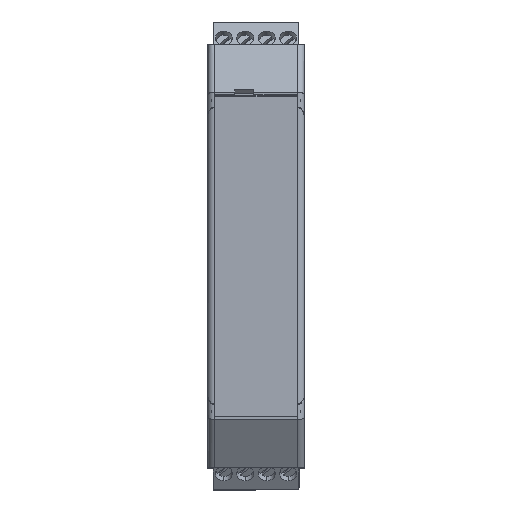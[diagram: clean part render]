
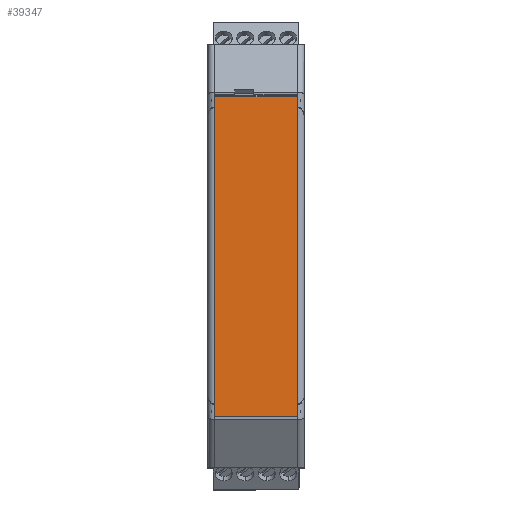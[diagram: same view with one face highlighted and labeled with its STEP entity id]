
A CAD part, top view. The second image highlights one B-rep face of the part: STEP entity #39347.
In plain terms, the highlighted planar face has unit normal (0, 0.001, 1).
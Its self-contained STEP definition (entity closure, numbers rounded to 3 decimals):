
#5916=DIRECTION('',(1.,0.,0.));
#5917=VECTOR('',#5916,19.3);
#5918=CARTESIAN_POINT('',(-20.95,86.702,113.599));
#5919=LINE('',#5918,#5917);
#5924=DIRECTION('',(0.,-1.,0.001));
#5925=VECTOR('',#5924,2.6);
#5926=CARTESIAN_POINT('',(-20.95,86.702,113.599));
#5927=LINE('',#5926,#5925);
#5928=DIRECTION('',(0.,1.,-0.001));
#5929=VECTOR('',#5928,2.6);
#5930=CARTESIAN_POINT('',(-1.65,84.102,113.602));
#5931=LINE('',#5930,#5929);
#5932=DIRECTION('',(0.,1.,-0.001));
#5933=VECTOR('',#5932,2.9);
#5934=CARTESIAN_POINT('',(-1.65,12.002,113.703));
#5935=LINE('',#5934,#5933);
#5936=DIRECTION('',(-1.,0.,0.));
#5937=VECTOR('',#5936,19.3);
#5938=CARTESIAN_POINT('',(-1.65,12.002,113.703));
#5939=LINE('',#5938,#5937);
#6146=DIRECTION('',(1.,0.,0.));
#6147=VECTOR('',#6146,0.15);
#6148=CARTESIAN_POINT('',(-1.65,84.102,113.602));
#6149=LINE('',#6148,#6147);
#6254=DIRECTION('',(-1.,0.,0.));
#6255=VECTOR('',#6254,0.15);
#6256=CARTESIAN_POINT('',(-1.5,14.902,113.699));
#6257=LINE('',#6256,#6255);
#6278=DIRECTION('',(0.,-1.,0.001));
#6279=VECTOR('',#6278,69.2);
#6280=CARTESIAN_POINT('',(-1.5,84.102,113.602));
#6281=LINE('',#6280,#6279);
#6368=DIRECTION('',(1.,0.,0.));
#6369=VECTOR('',#6368,0.15);
#6370=CARTESIAN_POINT('',(-21.1,84.102,113.602));
#6371=LINE('',#6370,#6369);
#6428=DIRECTION('',(0.,1.,-0.001));
#6429=VECTOR('',#6428,69.2);
#6430=CARTESIAN_POINT('',(-21.1,14.902,113.699));
#6431=LINE('',#6430,#6429);
#6472=DIRECTION('',(-1.,0.,0.));
#6473=VECTOR('',#6472,0.15);
#6474=CARTESIAN_POINT('',(-20.95,14.902,113.699));
#6475=LINE('',#6474,#6473);
#6480=DIRECTION('',(0.,1.,-0.001));
#6481=VECTOR('',#6480,2.9);
#6482=CARTESIAN_POINT('',(-20.95,12.002,113.703));
#6483=LINE('',#6482,#6481);
#25255=CARTESIAN_POINT('',(-20.95,14.902,
113.699));
#25256=VERTEX_POINT('',#25255);
#25257=CARTESIAN_POINT('',(-21.1,14.902,
113.699));
#25258=VERTEX_POINT('',#25257);
#25288=CARTESIAN_POINT('',(-20.95,86.702,
113.599));
#25290=VERTEX_POINT('',#25288);
#25302=CARTESIAN_POINT('',(-20.95,84.102,
113.602));
#25303=VERTEX_POINT('',#25302);
#25312=CARTESIAN_POINT('',(-1.65,86.702,
113.599));
#25313=VERTEX_POINT('',#25312);
#25316=CARTESIAN_POINT('',(-21.1,84.102,
113.602));
#25317=VERTEX_POINT('',#25316);
#25323=CARTESIAN_POINT('',(-1.65,12.002,
113.703));
#25324=CARTESIAN_POINT('',(-20.95,12.002,
113.703));
#25325=VERTEX_POINT('',#25323);
#25326=VERTEX_POINT('',#25324);
#25327=CARTESIAN_POINT('',(-1.65,14.902,
113.699));
#25328=VERTEX_POINT('',#25327);
#25329=CARTESIAN_POINT('',(-1.5,14.902,
113.699));
#25330=VERTEX_POINT('',#25329);
#25331=CARTESIAN_POINT('',(-1.5,84.102,
113.602));
#25332=VERTEX_POINT('',#25331);
#25333=CARTESIAN_POINT('',(-1.65,84.102,
113.602));
#25334=VERTEX_POINT('',#25333);
#39318=CARTESIAN_POINT('',(-3.028,86.702,
113.599));
#39319=DIRECTION('',(0.,0.001,1.));
#39320=DIRECTION('',(0.,-1.,0.001));
#39321=AXIS2_PLACEMENT_3D('',#39318,#39319,#39320);
#39322=PLANE('',#39321);
#39324=ORIENTED_EDGE('',*,*,#39323,.T.);
#39326=ORIENTED_EDGE('',*,*,#39325,.T.);
#39328=ORIENTED_EDGE('',*,*,#39327,.T.);
#39330=ORIENTED_EDGE('',*,*,#39329,.T.);
#39332=ORIENTED_EDGE('',*,*,#39331,.T.);
#39333=ORIENTED_EDGE('',*,*,#39269,.F.);
#39334=ORIENTED_EDGE('',*,*,#39301,.T.);
#39336=ORIENTED_EDGE('',*,*,#39335,.F.);
#39338=ORIENTED_EDGE('',*,*,#39337,.T.);
#39340=ORIENTED_EDGE('',*,*,#39339,.T.);
#39342=ORIENTED_EDGE('',*,*,#39341,.T.);
#39344=ORIENTED_EDGE('',*,*,#39343,.F.);
#39345=EDGE_LOOP('',(#39324,#39326,#39328,#39330,#39332,#39333,#39334,#39336,
#39338,#39340,#39342,#39344));
#39346=FACE_OUTER_BOUND('',#39345,.F.);
#39347=ADVANCED_FACE('',(#39346),#39322,.T.);
#39269=EDGE_CURVE('',#25290,#25303,#5927,.T.);
#39301=EDGE_CURVE('',#25290,#25313,#5919,.T.);
#39323=EDGE_CURVE('',#25325,#25326,#5939,.T.);
#39325=EDGE_CURVE('',#25326,#25256,#6483,.T.);
#39327=EDGE_CURVE('',#25256,#25258,#6475,.T.);
#39329=EDGE_CURVE('',#25258,#25317,#6431,.T.);
#39331=EDGE_CURVE('',#25317,#25303,#6371,.T.);
#39335=EDGE_CURVE('',#25334,#25313,#5931,.T.);
#39337=EDGE_CURVE('',#25334,#25332,#6149,.T.);
#39339=EDGE_CURVE('',#25332,#25330,#6281,.T.);
#39341=EDGE_CURVE('',#25330,#25328,#6257,.T.);
#39343=EDGE_CURVE('',#25325,#25328,#5935,.T.);
